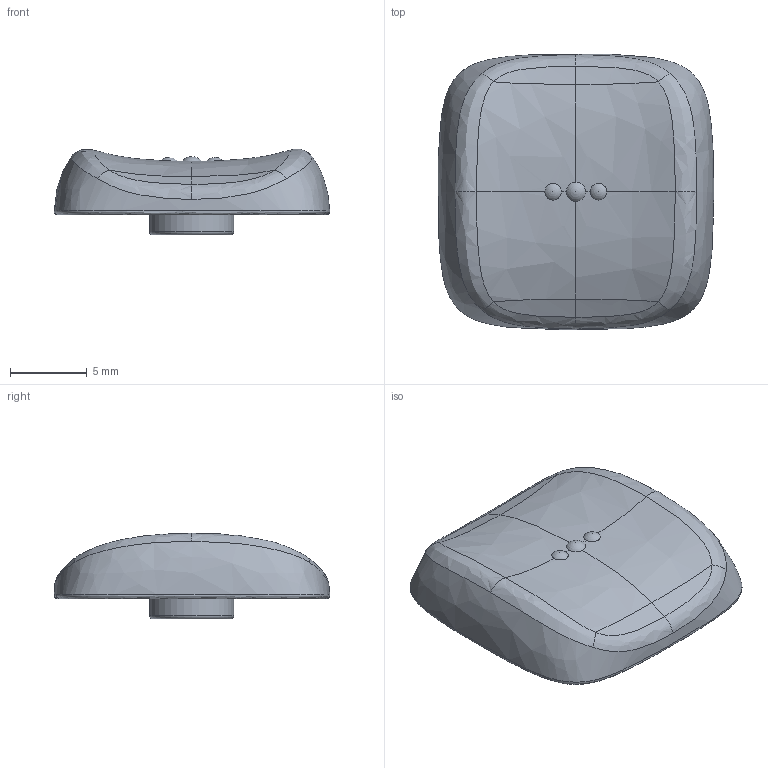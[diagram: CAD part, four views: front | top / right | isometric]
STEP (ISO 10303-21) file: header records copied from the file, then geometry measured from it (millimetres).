
FILE_DESCRIPTION(/* description */ ('','CAx-IF Rec.Pracs.---Representation and Presentation of Product Manufacturing Information (PMI)---4.0---2014-10-13'),/* implementation_level */ '2;1');
FILE_NAME(/* name */ '[MX] Saddle Homing v2.step',/* time_stamp */ '2025-01-19T03:54:07+07:00',/* author */ (''),/* organization */ (''),/* preprocessor_version */ 'ST-DEVELOPER v20',/* originating_system */ 'Autodesk Translation Framework v13.20.0.188',/* authorisation */ '');
FILE_SCHEMA (('AP242_MANAGED_MODEL_BASED_3D_ENGINEERING_MIM_LF { 1 0 10303 442 1 1 4 }'));
Length unit declared in the file: millimetre
Products named in the file (1): [MX] Saddle Homing
Bounding box: 17.97 x 17.96 x 5.59 mm (x, y, z)
Volume: 531.8 mm3; surface area: 904.8 mm2
Topology: 1 solids, 1 shells, 66 faces, 158 edges, 92 vertices
Faces by surface type: bspline 28, cylinder 17, plane 16, sphere 3, torus 2
Full cylindrical faces by diameter (mm): 5.5 x1
Entity records: 13685 total; most frequent: CARTESIAN_POINT 12328, ORIENTED_EDGE 306, DIRECTION 228, EDGE_CURVE 153, VERTEX_POINT 92, AXIS2_PLACEMENT_3D 87, EDGE_LOOP 69, FACE_OUTER_BOUND 66
